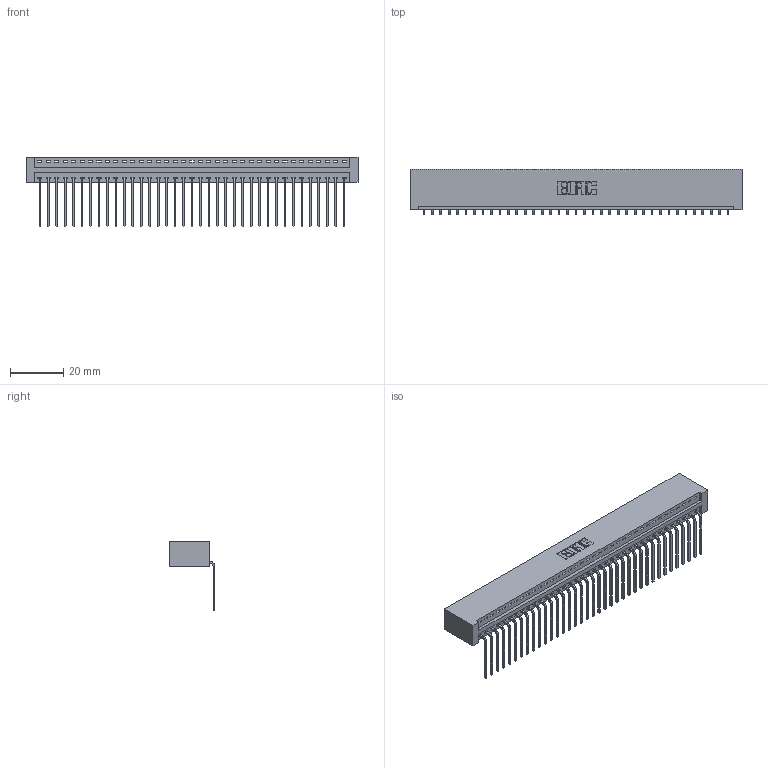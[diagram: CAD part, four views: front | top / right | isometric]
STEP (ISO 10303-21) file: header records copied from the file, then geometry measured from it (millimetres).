
FILE_DESCRIPTION (( 'STEP AP203' ), '1' );
FILE_NAME ('346-037-559-101.STEP', '2018-08-24T04:01:02', ( '' ), ( '' ), 'SwSTEP 2.0', 'SolidWorks 2016', '' );
FILE_SCHEMA (( 'CONFIG_CONTROL_DESIGN' ));
Length unit declared in the file: inch
Products named in the file (3): 346 Part_No Mounting Lugs; 345-292-001_558 559 Tail - 1; 346-037-559-101
Assembly tree (38 placements, depth 2):
  346-037-559-101
    346 Part_No Mounting Lugs
    345-292-001_558 559 Tail - 1  x37
Bounding box: 124.71 x 17.08 x 26.16 mm (x, y, z)
Volume: 12576.1 mm3; surface area: 16475.1 mm2
Topology: 38 solids, 38 shells, 2334 faces, 7039 edges, 4642 vertices
Faces by surface type: plane 1626, cylinder 708
Entity records: 23443 total; most frequent: CARTESIAN_POINT 4027, ORIENTED_EDGE 3998, DIRECTION 3553, EDGE_CURVE 1999, VECTOR 1727, LINE 1727, VERTEX_POINT 1330, AXIS2_PLACEMENT_3D 913
